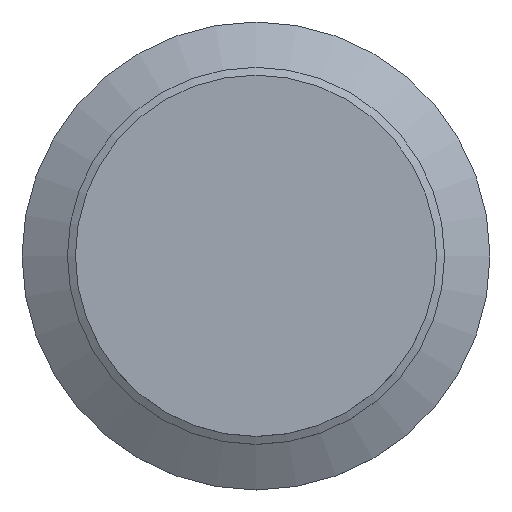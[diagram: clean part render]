
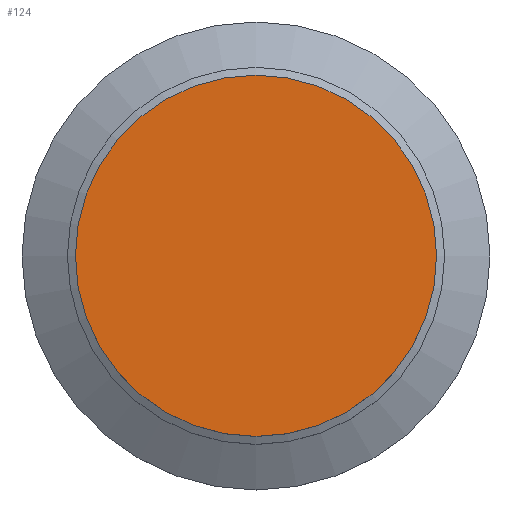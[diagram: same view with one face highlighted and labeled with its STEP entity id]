
A CAD part, top view. The second image highlights one B-rep face of the part: STEP entity #124.
In plain terms, the highlighted planar face has unit normal (0, 0, 1).
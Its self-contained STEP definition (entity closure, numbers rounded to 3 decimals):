
#114=PLANE('',#222);
#116=FACE_OUTER_BOUND('',#156,.T.);
#124=ADVANCED_FACE('',(#116),#114,.T.);
#156=EDGE_LOOP('',(#174));
#174=ORIENTED_EDGE('',*,*,#200,.T.);
#191=VERTEX_POINT('',#285);
#200=EDGE_CURVE('',#191,#191,#209,.T.);
#209=CIRCLE('',#221,6.831);
#221=AXIS2_PLACEMENT_3D('',#284,#247,#248);
#222=AXIS2_PLACEMENT_3D('',#286,#249,#250);
#247=DIRECTION('',(0.,0.,1.));
#248=DIRECTION('',(1.,0.,0.));
#249=DIRECTION('',(0.,0.,1.));
#250=DIRECTION('',(1.,0.,0.));
#284=CARTESIAN_POINT('',(0.,0.,0.));
#285=CARTESIAN_POINT('',(6.831,0.,0.));
#286=CARTESIAN_POINT('',(0.,0.,0.));
